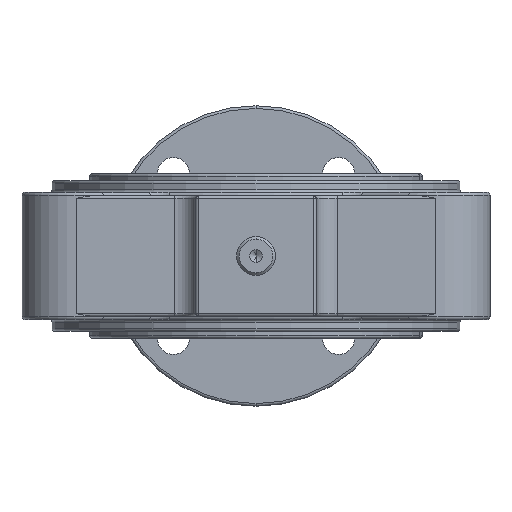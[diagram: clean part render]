
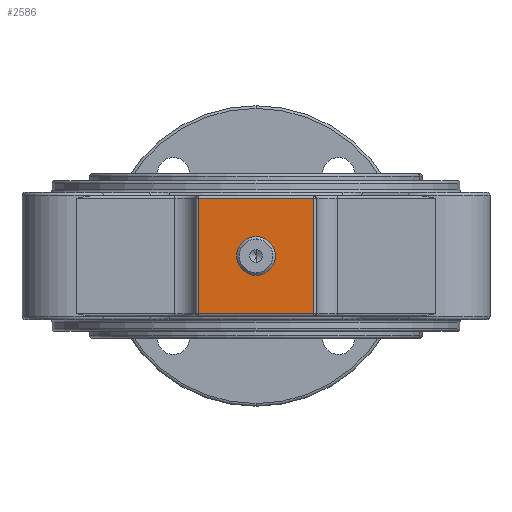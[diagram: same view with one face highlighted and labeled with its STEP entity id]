
A CAD part, front view. The second image highlights one B-rep face of the part: STEP entity #2586.
In plain terms, the highlighted planar face has unit normal (0, -1, 0).
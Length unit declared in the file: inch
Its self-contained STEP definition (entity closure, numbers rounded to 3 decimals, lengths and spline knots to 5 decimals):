
#294 = CARTESIAN_POINT ( 'NONE',  ( 0.67875, -3.70182, 0.67875 ) ) ;
#340 = VECTOR ( 'NONE', #1543, 39.37008 ) ;
#445 = ORIENTED_EDGE ( 'NONE', *, *, #2473, .T. ) ;
#515 = AXIS2_PLACEMENT_3D ( 'NONE', #8607, #1398, #3591 ) ;
#690 = LINE ( 'NONE', #10614, #340 ) ;
#886 = VERTEX_POINT ( 'NONE', #2892 ) ;
#1398 = DIRECTION ( 'NONE',  ( 0., 1., 0. ) ) ;
#1413 = CARTESIAN_POINT ( 'NONE',  ( 0., -3.70182, 0. ) ) ;
#1543 = DIRECTION ( 'NONE',  ( -1., 0., 0. ) ) ;
#2016 = ORIENTED_EDGE ( 'NONE', *, *, #5807, .F. ) ;
#2256 = LINE ( 'NONE', #5245, #2643 ) ;
#2334 = EDGE_CURVE ( 'NONE', #8585, #4705, #5734, .T. ) ;
#2473 = EDGE_CURVE ( 'NONE', #13048, #8585, #2256, .T. ) ;
#2586 = ADVANCED_FACE ( 'NONE', ( #8740, #4447 ), #4584, .F. ) ;
#2643 = VECTOR ( 'NONE', #3322, 39.37008 ) ;
#2695 = CARTESIAN_POINT ( 'NONE',  ( 0.67875, -3.70182, 0.71 ) ) ;
#2892 = CARTESIAN_POINT ( 'NONE',  ( -0.67875, -3.70182, 0.67875 ) ) ;
#3000 = CARTESIAN_POINT ( 'NONE',  ( 0., -3.70182, 0. ) ) ;
#3322 = DIRECTION ( 'NONE',  ( 1., 0., 0. ) ) ;
#3567 = LINE ( 'NONE', #6603, #8207 ) ;
#3591 = DIRECTION ( 'NONE',  ( 0., 0., 1. ) ) ;
#3733 = ORIENTED_EDGE ( 'NONE', *, *, #4913, .T. ) ;
#3935 = ORIENTED_EDGE ( 'NONE', *, *, #2334, .T. ) ;
#4049 = DIRECTION ( 'NONE',  ( 0., 0., 1. ) ) ;
#4257 = DIRECTION ( 'NONE',  ( 0., -1., 0. ) ) ;
#4400 = VERTEX_POINT ( 'NONE', #10300 ) ;
#4447 = FACE_BOUND ( 'NONE', #12617, .T. ) ;
#4464 = DIRECTION ( 'NONE',  ( 0., 0., 1. ) ) ;
#4481 = CIRCLE ( 'NONE', #7443, 0.2275 ) ;
#4584 = PLANE ( 'NONE',  #515 ) ;
#4705 = VERTEX_POINT ( 'NONE', #294 ) ;
#4913 = EDGE_CURVE ( 'NONE', #4705, #886, #690, .T. ) ;
#4960 = ORIENTED_EDGE ( 'NONE', *, *, #7675, .T. ) ;
#5245 = CARTESIAN_POINT ( 'NONE',  ( 0.71, -3.70182, -0.67875 ) ) ;
#5386 = EDGE_LOOP ( 'NONE', ( #3733, #4960, #445, #3935 ) ) ;
#5734 = LINE ( 'NONE', #2695, #11711 ) ;
#5807 = EDGE_CURVE ( 'NONE', #9089, #4400, #8803, .T. ) ;
#6038 = AXIS2_PLACEMENT_3D ( 'NONE', #3000, #11852, #4049 ) ;
#6603 = CARTESIAN_POINT ( 'NONE',  ( -0.67875, -3.70182, 0.71 ) ) ;
#6669 = CARTESIAN_POINT ( 'NONE',  ( -0.67875, -3.70182, -0.67875 ) ) ;
#7443 = AXIS2_PLACEMENT_3D ( 'NONE', #1413, #4257, #4464 ) ;
#7675 = EDGE_CURVE ( 'NONE', #886, #13048, #3567, .T. ) ;
#7728 = DIRECTION ( 'NONE',  ( 0., 0., -1. ) ) ;
#8207 = VECTOR ( 'NONE', #7728, 39.37008 ) ;
#8585 = VERTEX_POINT ( 'NONE', #9528 ) ;
#8607 = CARTESIAN_POINT ( 'NONE',  ( 0.71, -3.70182, 0.71 ) ) ;
#8740 = FACE_OUTER_BOUND ( 'NONE', #5386, .T. ) ;
#8775 = DIRECTION ( 'NONE',  ( 0., 0., 1. ) ) ;
#8803 = CIRCLE ( 'NONE', #6038, 0.2275 ) ;
#9089 = VERTEX_POINT ( 'NONE', #11653 ) ;
#9528 = CARTESIAN_POINT ( 'NONE',  ( 0.67875, -3.70182, -0.67875 ) ) ;
#10110 = EDGE_CURVE ( 'NONE', #4400, #9089, #4481, .T. ) ;
#10300 = CARTESIAN_POINT ( 'NONE',  ( 0., -3.70182, -0.2275 ) ) ;
#10376 = ORIENTED_EDGE ( 'NONE', *, *, #10110, .F. ) ;
#10614 = CARTESIAN_POINT ( 'NONE',  ( -0.71, -3.70182, 0.67875 ) ) ;
#11653 = CARTESIAN_POINT ( 'NONE',  ( 0., -3.70182, 0.2275 ) ) ;
#11711 = VECTOR ( 'NONE', #8775, 39.37008 ) ;
#11852 = DIRECTION ( 'NONE',  ( 0., -1., 0. ) ) ;
#12617 = EDGE_LOOP ( 'NONE', ( #2016, #10376 ) ) ;
#13048 = VERTEX_POINT ( 'NONE', #6669 ) ;
